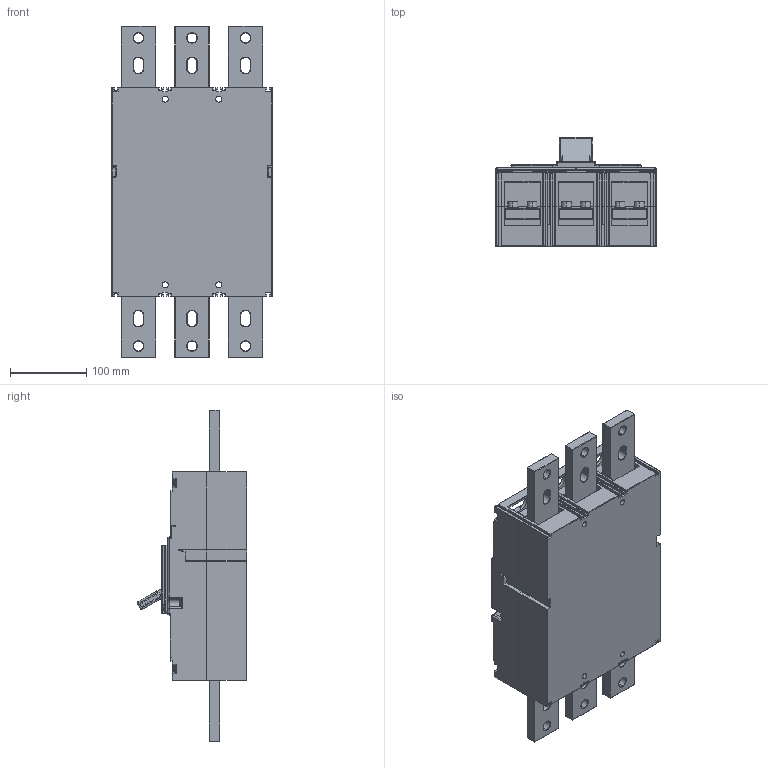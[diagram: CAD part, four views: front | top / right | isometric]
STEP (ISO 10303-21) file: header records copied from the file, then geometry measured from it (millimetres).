
FILE_DESCRIPTION((''),'2;1');
FILE_NAME('ASM0001A_ASM_1_ASM','2021-11-03T',('marketing.praksa'),('Audax d.o.o.'),'CREO PARAMETRIC BY PTC INC, 2017480','CREO PARAMETRIC BY PTC INC, 2017480','');
FILE_SCHEMA(('AUTOMOTIVE_DESIGN { 1 0 10303 214 1 1 1 1 }'));
Products named in the file (48): EB2_1000_4LE_1000A_4P_1; PRT9567_1_1_2_1; PRT9567_1_1_2_2; PRT9567_1_1_2_3; PRT9567_1_1_2_4; PRT9567_1_1_2_5; PRT9567_1_1_2_6; PRT9567_1_1_2_7; PRT9567_1_1_2_8; PRT9567_1_1_2_9; PRT9567_1_1_2_10; PRT9567_1_1_2_11; PRT9567_1_1_2_12; PRT9567_1_1_2_ASM; PRT9568_1_1_2_3_4_5_1; PRT9568_1_1_2_3_4_5_2; PRT9568_1_1_2_3_4_5_3; PRT9568_1_1_2_3_4_5_4; PRT9568_1_1_2_3_4_5_5; PRT9568_1_1_2_3_4_5_6; PRT9568_1_1_2_3_4_5_ASM; PRT9570_1_1_2_3; ASM0104G_ASM; PRT9571_1_1_2_3_4_5; BA; PRT9572_1_1_2; 6S_1_2; 6S_1_3; 6S_1_5; 6S_1_6; 6S_1_ASM; 2S_1_1; 2S_1_2; 2S_1_ASM; 2DS_1_1; 2DS_1_2; 2DS_1_ASM; PRT9575_1_1; PRT9575_1_2; PRT9575_1_ASM ...
Assembly tree (47 placements, depth 3):
  ASM0001A_ASM_1_ASM
    EB2_1000_4LE_1000A_4P_1
    PRT9567_1_1_2_ASM
      PRT9567_1_1_2_1
      PRT9567_1_1_2_2
      PRT9567_1_1_2_3
      PRT9567_1_1_2_4
      PRT9567_1_1_2_5
      PRT9567_1_1_2_6
      PRT9567_1_1_2_7
      PRT9567_1_1_2_8
      PRT9567_1_1_2_9
      PRT9567_1_1_2_10
      PRT9567_1_1_2_11
      PRT9567_1_1_2_12
    PRT9568_1_1_2_3_4_5_ASM
      PRT9568_1_1_2_3_4_5_1
      PRT9568_1_1_2_3_4_5_2
      PRT9568_1_1_2_3_4_5_3
      PRT9568_1_1_2_3_4_5_4
      PRT9568_1_1_2_3_4_5_5
      PRT9568_1_1_2_3_4_5_6
    ASM0104G_ASM
      PRT9570_1_1_2_3
    PRT9571_1_1_2_3_4_5
    BA
    PRT9572_1_1_2
    6S_1_ASM
      6S_1_2
      6S_1_3
      6S_1_5
      6S_1_6
    2S_1_ASM
      2S_1_1
      2S_1_2
    2DS_1_ASM
      2DS_1_1
      2DS_1_2
    PRT9575_1_ASM
      PRT9575_1_1
      PRT9575_1_2
    PRT9576_1_1_2
    PRT9577_1_1_ASM
      PRT9577_1_1_1
      PRT9577_1_1_2
      PRT9577_1_1_3
    PRT0035_1
    PRT9571_1_2_1
Bounding box: 210 x 142.64 x 433 mm (x, y, z)
Volume: 5604135.7 mm3; surface area: 550879.8 mm2
Topology: 37 solids, 39 shells, 3040 faces, 7855 edges, 4798 vertices
Faces by surface type: plane 1408, cylinder 1016, torus 363, sphere 198, bspline 31, cone 24
Entity records: 127271 total; most frequent: CARTESIAN_POINT 21790, DIRECTION 15888, ORIENTED_EDGE 15244, PRESENTATION_STYLE_ASSIGNMENT 8505, STYLED_ITEM 8505, CURVE_STYLE 7650, EDGE_CURVE 7650, AXIS2_PLACEMENT_3D 5687
